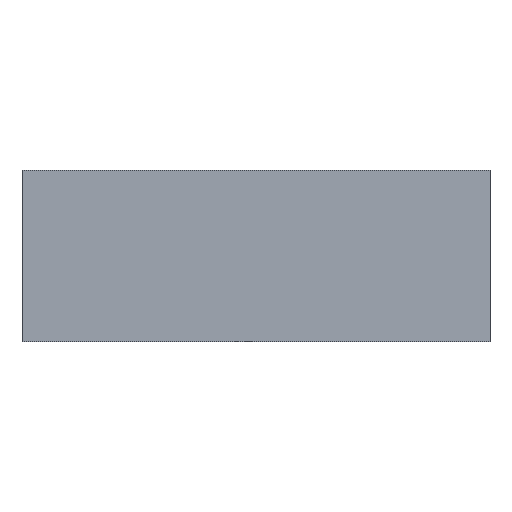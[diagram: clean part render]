
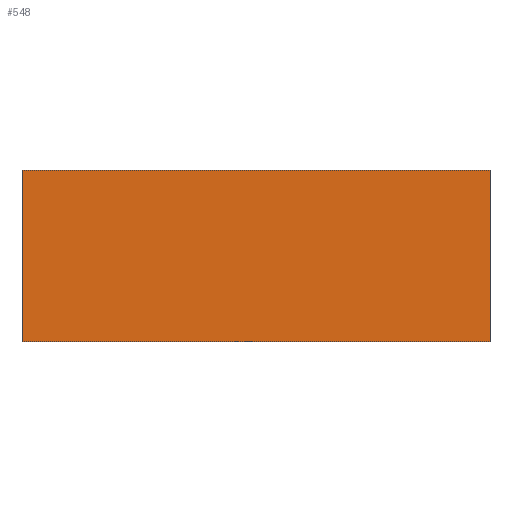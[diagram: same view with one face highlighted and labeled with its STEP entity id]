
A CAD part, front view. The second image highlights one B-rep face of the part: STEP entity #548.
In plain terms, the highlighted planar face has unit normal (0, -1, 0).
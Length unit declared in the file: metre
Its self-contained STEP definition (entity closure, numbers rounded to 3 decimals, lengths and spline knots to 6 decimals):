
#548 = ADVANCED_FACE( '', ( #1326 ), #1327, .F. );
#1326 = FACE_OUTER_BOUND( '', #2389, .T. );
#1327 = PLANE( '', #2390 );
#2389 = EDGE_LOOP( '', ( #4066, #4067, #4068, #4069 ) );
#2390 = AXIS2_PLACEMENT_3D( '', #4070, #4071, #4072 );
#4066 = ORIENTED_EDGE( '', *, *, #6849, .T. );
#4067 = ORIENTED_EDGE( '', *, *, #6850, .F. );
#4068 = ORIENTED_EDGE( '', *, *, #6614, .F. );
#4069 = ORIENTED_EDGE( '', *, *, #6447, .T. );
#4070 = CARTESIAN_POINT( '', ( 0., -0.001225, 0.0009 ) );
#4071 = DIRECTION( '', ( 0., 1., 0. ) );
#4072 = DIRECTION( '', ( 0., 0., 1. ) );
#6447 = EDGE_CURVE( '', #7674, #7672, #7675, .T. );
#6614 = EDGE_CURVE( '', #7674, #7981, #7982, .T. );
#6849 = EDGE_CURVE( '', #7672, #8376, #8377, .T. );
#6850 = EDGE_CURVE( '', #7981, #8376, #8378, .T. );
#7672 = VERTEX_POINT( '', #9474 );
#7674 = VERTEX_POINT( '', #9477 );
#7675 = LINE( '', #9478, #9479 );
#7981 = VERTEX_POINT( '', #10030 );
#7982 = LINE( '', #10031, #10032 );
#8376 = VERTEX_POINT( '', #10704 );
#8377 = LINE( '', #10705, #10706 );
#8378 = LINE( '', #10707, #10708 );
#9474 = CARTESIAN_POINT( '', ( -0.001225, -0.001225, 0. ) );
#9477 = CARTESIAN_POINT( '', ( -0.001225, -0.001225, 0.0009 ) );
#9478 = CARTESIAN_POINT( '', ( -0.001225, -0.001225, 0.0009 ) );
#9479 = VECTOR( '', #12126, 1. );
#10030 = CARTESIAN_POINT( '', ( 0.001225, -0.001225, 0.0009 ) );
#10031 = CARTESIAN_POINT( '', ( 0., -0.001225, 0.0009 ) );
#10032 = VECTOR( '', #12187, 1. );
#10704 = CARTESIAN_POINT( '', ( 0.001225, -0.001225, 0. ) );
#10705 = CARTESIAN_POINT( '', ( 0., -0.001225, 0. ) );
#10706 = VECTOR( '', #12300, 1. );
#10707 = CARTESIAN_POINT( '', ( 0.001225, -0.001225, 0.0009 ) );
#10708 = VECTOR( '', #12301, 1. );
#12126 = DIRECTION( '', ( 0., 0., -1. ) );
#12187 = DIRECTION( '', ( 1., 0., 0. ) );
#12300 = DIRECTION( '', ( 1., 0., 0. ) );
#12301 = DIRECTION( '', ( 0., 0., -1. ) );
